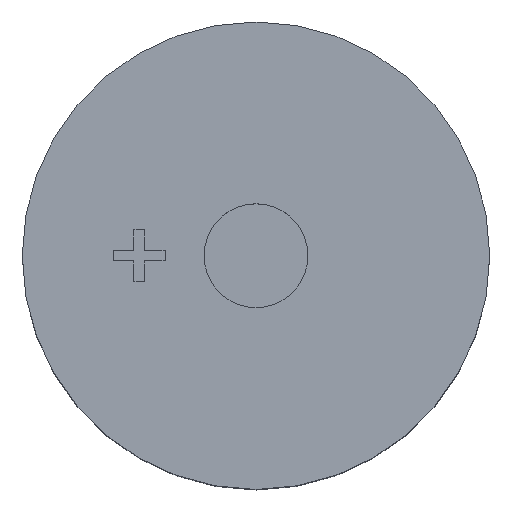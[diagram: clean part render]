
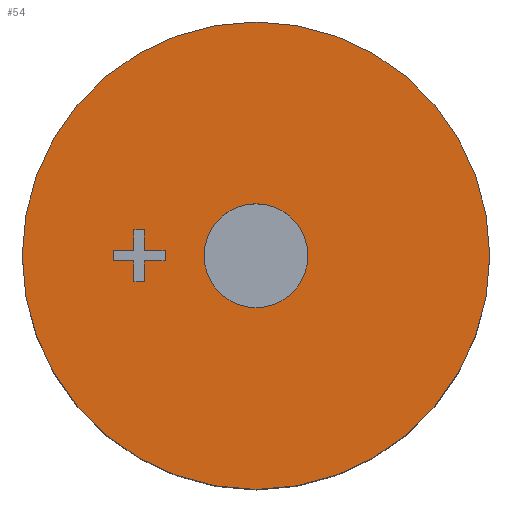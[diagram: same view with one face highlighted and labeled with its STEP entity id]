
A CAD part, top view. The second image highlights one B-rep face of the part: STEP entity #54.
In plain terms, the highlighted planar face has unit normal (0, 0, 1).
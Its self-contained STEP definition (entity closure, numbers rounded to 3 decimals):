
#54 = ADVANCED_FACE( '', ( #119, #120, #121 ), #122, .F. );
#119 = FACE_BOUND( '', #200, .T. );
#120 = FACE_OUTER_BOUND( '', #201, .T. );
#121 = FACE_BOUND( '', #202, .T. );
#122 = PLANE( '', #203 );
#200 = EDGE_LOOP( '', ( #292, #293, #294, #295, #296, #297, #298, #299, #300, #301, #302, #303 ) );
#201 = EDGE_LOOP( '', ( #304 ) );
#202 = EDGE_LOOP( '', ( #305 ) );
#203 = AXIS2_PLACEMENT_3D( '', #306, #307, #308 );
#292 = ORIENTED_EDGE( '', *, *, #455, .F. );
#293 = ORIENTED_EDGE( '', *, *, #456, .F. );
#294 = ORIENTED_EDGE( '', *, *, #457, .F. );
#295 = ORIENTED_EDGE( '', *, *, #458, .F. );
#296 = ORIENTED_EDGE( '', *, *, #459, .F. );
#297 = ORIENTED_EDGE( '', *, *, #444, .F. );
#298 = ORIENTED_EDGE( '', *, *, #460, .F. );
#299 = ORIENTED_EDGE( '', *, *, #449, .F. );
#300 = ORIENTED_EDGE( '', *, *, #439, .F. );
#301 = ORIENTED_EDGE( '', *, *, #461, .F. );
#302 = ORIENTED_EDGE( '', *, *, #462, .F. );
#303 = ORIENTED_EDGE( '', *, *, #463, .F. );
#304 = ORIENTED_EDGE( '', *, *, #464, .F. );
#305 = ORIENTED_EDGE( '', *, *, #465, .T. );
#306 = CARTESIAN_POINT( '', ( 2.25, 0., 6. ) );
#307 = DIRECTION( '', ( 0., 0., -1. ) );
#308 = DIRECTION( '', ( -1., 0., 0. ) );
#439 = EDGE_CURVE( '', #505, #506, #507, .T. );
#444 = EDGE_CURVE( '', #514, #515, #516, .T. );
#449 = EDGE_CURVE( '', #506, #523, #524, .T. );
#455 = EDGE_CURVE( '', #532, #533, #534, .T. );
#456 = EDGE_CURVE( '', #535, #532, #536, .T. );
#457 = EDGE_CURVE( '', #537, #535, #538, .T. );
#458 = EDGE_CURVE( '', #539, #537, #540, .T. );
#459 = EDGE_CURVE( '', #515, #539, #541, .T. );
#460 = EDGE_CURVE( '', #523, #514, #542, .T. );
#461 = EDGE_CURVE( '', #543, #505, #544, .T. );
#462 = EDGE_CURVE( '', #545, #543, #546, .T. );
#463 = EDGE_CURVE( '', #533, #545, #547, .T. );
#464 = EDGE_CURVE( '', #548, #548, #549, .T. );
#465 = EDGE_CURVE( '', #550, #550, #551, .T. );
#505 = VERTEX_POINT( '', #603 );
#506 = VERTEX_POINT( '', #604 );
#507 = LINE( '', #605, #606 );
#514 = VERTEX_POINT( '', #616 );
#515 = VERTEX_POINT( '', #617 );
#516 = LINE( '', #618, #619 );
#523 = VERTEX_POINT( '', #629 );
#524 = LINE( '', #630, #631 );
#532 = VERTEX_POINT( '', #641 );
#533 = VERTEX_POINT( '', #642 );
#534 = LINE( '', #643, #644 );
#535 = VERTEX_POINT( '', #645 );
#536 = LINE( '', #646, #647 );
#537 = VERTEX_POINT( '', #648 );
#538 = LINE( '', #649, #650 );
#539 = VERTEX_POINT( '', #651 );
#540 = LINE( '', #652, #653 );
#541 = LINE( '', #654, #655 );
#542 = LINE( '', #656, #657 );
#543 = VERTEX_POINT( '', #658 );
#544 = LINE( '', #659, #660 );
#545 = VERTEX_POINT( '', #661 );
#546 = LINE( '', #662, #663 );
#547 = LINE( '', #664, #665 );
#548 = VERTEX_POINT( '', #666 );
#549 = CIRCLE( '', #667, 4.5 );
#550 = VERTEX_POINT( '', #668 );
#551 = CIRCLE( '', #669, 1. );
#603 = CARTESIAN_POINT( '', ( 0.1, 0.5, 6. ) );
#604 = CARTESIAN_POINT( '', ( -0.1, 0.5, 6. ) );
#605 = CARTESIAN_POINT( '', ( 0.1, 0.5, 6. ) );
#606 = VECTOR( '', #736, 1000. );
#616 = CARTESIAN_POINT( '', ( -0.5, 0.1, 6. ) );
#617 = CARTESIAN_POINT( '', ( -0.5, -0.1, 6. ) );
#618 = CARTESIAN_POINT( '', ( -0.5, 0.1, 6. ) );
#619 = VECTOR( '', #740, 1000. );
#629 = CARTESIAN_POINT( '', ( -0.1, 0.1, 6. ) );
#630 = CARTESIAN_POINT( '', ( -0.1, 0.5, 6. ) );
#631 = VECTOR( '', #744, 1000. );
#641 = CARTESIAN_POINT( '', ( 0.1, -0.1, 6. ) );
#642 = CARTESIAN_POINT( '', ( 0.5, -0.1, 6. ) );
#643 = CARTESIAN_POINT( '', ( 0.1, -0.1, 6. ) );
#644 = VECTOR( '', #750, 1000. );
#645 = CARTESIAN_POINT( '', ( 0.1, -0.5, 6. ) );
#646 = CARTESIAN_POINT( '', ( 0.1, -0.5, 6. ) );
#647 = VECTOR( '', #751, 1000. );
#648 = CARTESIAN_POINT( '', ( -0.1, -0.5, 6. ) );
#649 = CARTESIAN_POINT( '', ( -0.1, -0.5, 6. ) );
#650 = VECTOR( '', #752, 1000. );
#651 = CARTESIAN_POINT( '', ( -0.1, -0.1, 6. ) );
#652 = CARTESIAN_POINT( '', ( -0.1, -0.1, 6. ) );
#653 = VECTOR( '', #753, 1000. );
#654 = CARTESIAN_POINT( '', ( -0.5, -0.1, 6. ) );
#655 = VECTOR( '', #754, 1000. );
#656 = CARTESIAN_POINT( '', ( -0.1, 0.1, 6. ) );
#657 = VECTOR( '', #755, 1000. );
#658 = CARTESIAN_POINT( '', ( 0.1, 0.1, 6. ) );
#659 = CARTESIAN_POINT( '', ( 0.1, 0.1, 6. ) );
#660 = VECTOR( '', #756, 1000. );
#661 = CARTESIAN_POINT( '', ( 0.5, 0.1, 6. ) );
#662 = CARTESIAN_POINT( '', ( 0.5, 0.1, 6. ) );
#663 = VECTOR( '', #757, 1000. );
#664 = CARTESIAN_POINT( '', ( 0.5, -0.1, 6. ) );
#665 = VECTOR( '', #758, 1000. );
#666 = CARTESIAN_POINT( '', ( 6.75, 0., 6. ) );
#667 = AXIS2_PLACEMENT_3D( '', #759, #760, #761 );
#668 = CARTESIAN_POINT( '', ( 3.25, 0., 6. ) );
#669 = AXIS2_PLACEMENT_3D( '', #762, #763, #764 );
#736 = DIRECTION( '', ( -1., 0., 0. ) );
#740 = DIRECTION( '', ( 0., -1., 0. ) );
#744 = DIRECTION( '', ( 0., -1., 0. ) );
#750 = DIRECTION( '', ( 1., 0., 0. ) );
#751 = DIRECTION( '', ( 0., 1., 0. ) );
#752 = DIRECTION( '', ( 1., 0., 0. ) );
#753 = DIRECTION( '', ( 0., -1., 0. ) );
#754 = DIRECTION( '', ( 1., 0., 0. ) );
#755 = DIRECTION( '', ( -1., 0., 0. ) );
#756 = DIRECTION( '', ( 0., 1., 0. ) );
#757 = DIRECTION( '', ( -1., 0., 0. ) );
#758 = DIRECTION( '', ( 0., 1., 0. ) );
#759 = CARTESIAN_POINT( '', ( 2.25, 0., 6. ) );
#760 = DIRECTION( '', ( 0., 0., -1. ) );
#761 = DIRECTION( '', ( 1., 0., 0. ) );
#762 = CARTESIAN_POINT( '', ( 2.25, 0., 6. ) );
#763 = DIRECTION( '', ( 0., 0., -1. ) );
#764 = DIRECTION( '', ( 1., 0., 0. ) );
